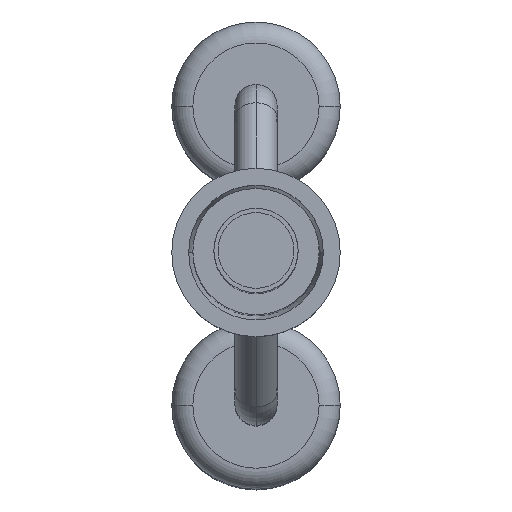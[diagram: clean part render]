
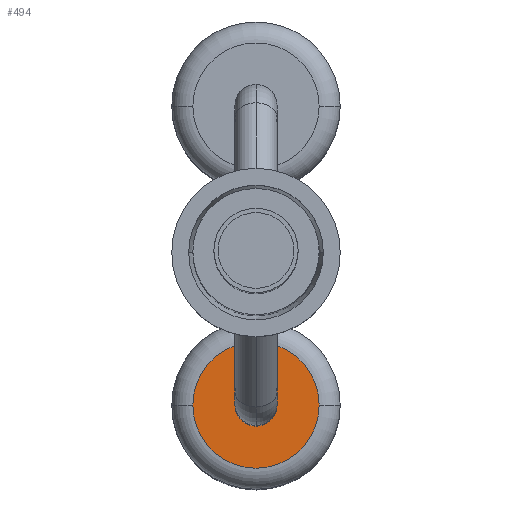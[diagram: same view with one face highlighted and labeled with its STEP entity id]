
A CAD part, top view. The second image highlights one B-rep face of the part: STEP entity #494.
In plain terms, the highlighted planar face has unit normal (0, 0, 1).
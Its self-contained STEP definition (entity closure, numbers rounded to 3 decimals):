
#131=CARTESIAN_POINT('',(0.,-3.55,-39.51));
#132=DIRECTION('',(0.,0.,-1.));
#133=DIRECTION('',(0.,1.,0.));
#134=AXIS2_PLACEMENT_3D('',#131,#132,#133);
#145=CARTESIAN_POINT('',(0.,-3.55,-39.51));
#146=DIRECTION('',(0.,0.,1.));
#147=DIRECTION('',(-1.,0.,0.));
#148=AXIS2_PLACEMENT_3D('',#145,#146,#147);
#150=CARTESIAN_POINT('',(0.,-3.55,-39.51));
#151=DIRECTION('',(0.,0.,1.));
#152=DIRECTION('',(1.,0.,0.));
#153=AXIS2_PLACEMENT_3D('',#150,#151,#152);
#155=CARTESIAN_POINT('',(0.,-3.55,-39.51));
#156=DIRECTION('',(0.,0.,-1.));
#157=DIRECTION('',(0.,-1.,0.));
#158=AXIS2_PLACEMENT_3D('',#155,#156,#157);
#295=CARTESIAN_POINT('',(0.,-3.05,-39.51));
#296=CARTESIAN_POINT('',(0.,-4.05,-39.51));
#297=VERTEX_POINT('',#295);
#298=VERTEX_POINT('',#296);
#299=CARTESIAN_POINT('',(-1.5,-3.55,-39.51));
#300=CARTESIAN_POINT('',(1.5,-3.55,-39.51));
#301=VERTEX_POINT('',#299);
#302=VERTEX_POINT('',#300);
#478=CARTESIAN_POINT('',(0.,0.,-39.51));
#479=DIRECTION('',(0.,0.,-1.));
#480=DIRECTION('',(-1.,0.,0.));
#481=AXIS2_PLACEMENT_3D('',#478,#479,#480);
#482=PLANE('',#481);
#484=ORIENTED_EDGE('',*,*,#483,.F.);
#486=ORIENTED_EDGE('',*,*,#485,.F.);
#487=EDGE_LOOP('',(#484,#486));
#488=FACE_OUTER_BOUND('',#487,.F.);
#489=ORIENTED_EDGE('',*,*,#468,.F.);
#491=ORIENTED_EDGE('',*,*,#490,.F.);
#492=EDGE_LOOP('',(#489,#491));
#493=FACE_BOUND('',#492,.F.);
#135=CIRCLE('',#134,0.5);
#149=CIRCLE('',#148,1.5);
#154=CIRCLE('',#153,1.5);
#159=CIRCLE('',#158,0.5);
#468=EDGE_CURVE('',#297,#298,#135,.T.);
#483=EDGE_CURVE('',#301,#302,#149,.T.);
#485=EDGE_CURVE('',#302,#301,#154,.T.);
#490=EDGE_CURVE('',#298,#297,#159,.T.);
#494=ADVANCED_FACE('',(#488,#493),#482,.F.);
